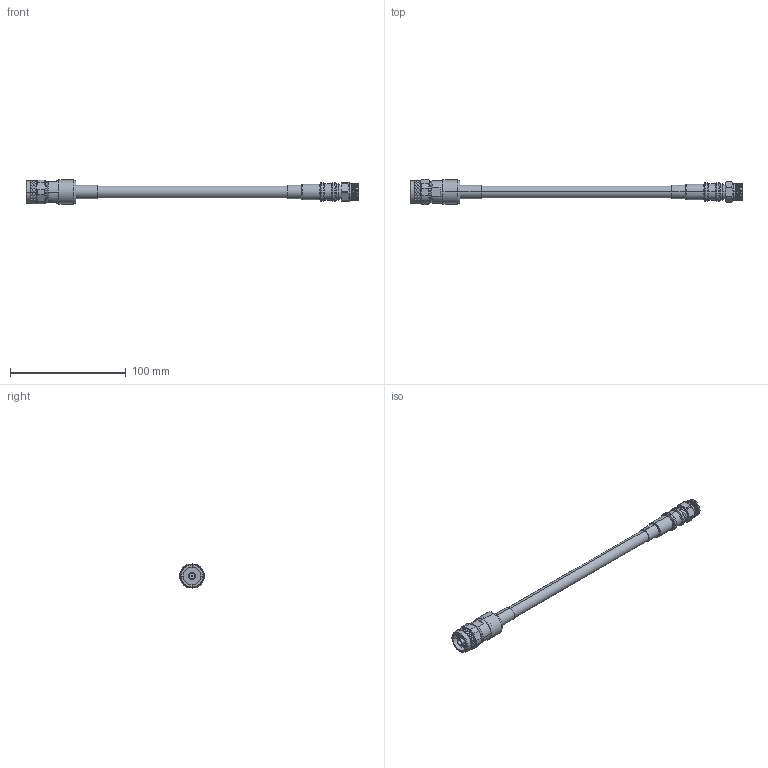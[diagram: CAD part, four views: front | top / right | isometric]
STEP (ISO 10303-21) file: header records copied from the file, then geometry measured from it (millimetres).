
FILE_DESCRIPTION (( 'STEP AP203' ), '1' );
FILE_NAME ('PE3C0109_3D.STEP', '2022-06-08T15:36:14', ( '' ), ( '' ), 'SwSTEP 2.0', 'SolidWorks 2021', '' );
FILE_SCHEMA (( 'CONFIG_CONTROL_DESIGN' ));
Length unit declared in the file: inch
Products named in the file (8): LMR-400; EZ-400-TM-X_ferrule; EZ-400-TM-X_body; EZ-400-TM-X; EZ-400-NMC-2-D; Large Shrink Wrap; PE3C0109_3D; Small Shrink Wrap
Assembly tree (7 placements, depth 3):
  PE3C0109_3D
    EZ-400-TM-X
      EZ-400-TM-X_body
      EZ-400-TM-X_ferrule
    LMR-400
    EZ-400-NMC-2-D
    Large Shrink Wrap
    Small Shrink Wrap
Bounding box: 286.6 x 21.67 x 20.77 mm (x, y, z)
Volume: 34302.1 mm3; surface area: 23704.1 mm2
Topology: 8 solids, 8 shells, 1698 faces, 3473 edges, 1810 vertices
Faces by surface type: bspline 960, cylinder 371, cone 223, plane 114, torus 30
Entity records: 55509 total; most frequent: CARTESIAN_POINT 30133, ORIENTED_EDGE 6942, EDGE_CURVE 3471, DIRECTION 2990, VERTEX_POINT 1810, EDGE_LOOP 1727, ADVANCED_FACE 1698, FACE_OUTER_BOUND 1698
